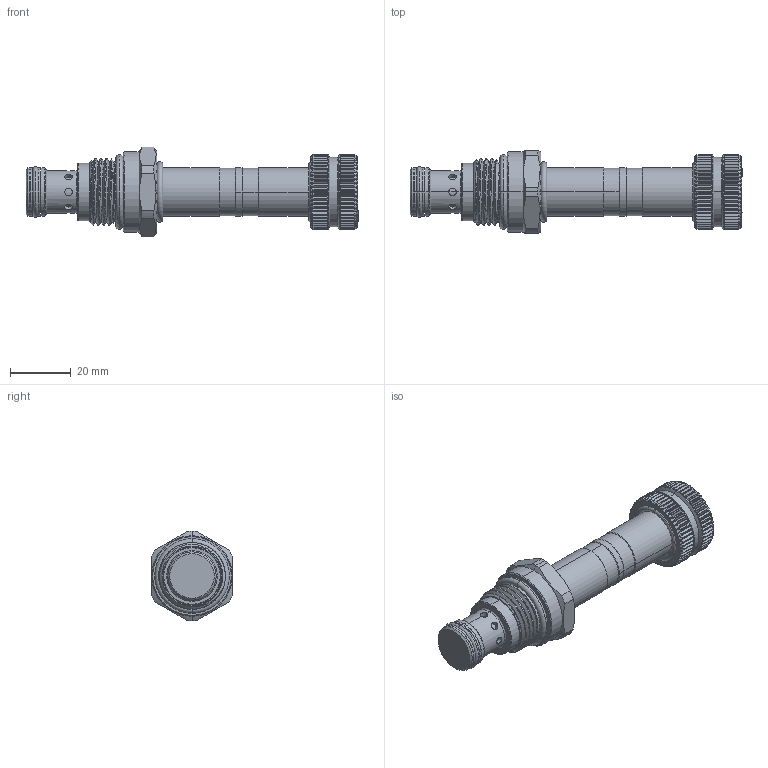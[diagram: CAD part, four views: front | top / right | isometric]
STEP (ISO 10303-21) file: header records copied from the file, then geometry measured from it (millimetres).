
FILE_DESCRIPTION (( 'STEP AP203' ), '1' );
FILE_NAME ('ES10W2C14N04.STEP', '2016-09-06T05:29:15', ( '' ), ( '' ), 'SwSTEP 2.0', 'SolidWorks 2012', '' );
FILE_SCHEMA (( 'CONFIG_CONTROL_DESIGN' ));
Length unit declared in the file: millimetre
Products named in the file (1): ES10W2C14N04
Bounding box: 109.35 x 27 x 29.6 mm (x, y, z)
Volume: 31744.4 mm3; surface area: 10964.6 mm2
Topology: 4 solids, 5 shells, 992 faces, 2600 edges, 1637 vertices
Faces by surface type: plane 413, cylinder 405, cone 146, torus 20, bspline 8
Entity records: 34472 total; most frequent: CARTESIAN_POINT 10849, ORIENTED_EDGE 5200, DIRECTION 4643, EDGE_CURVE 2600, AXIS2_PLACEMENT_3D 1792, VERTEX_POINT 1637, LINE 1059, VECTOR 1059
